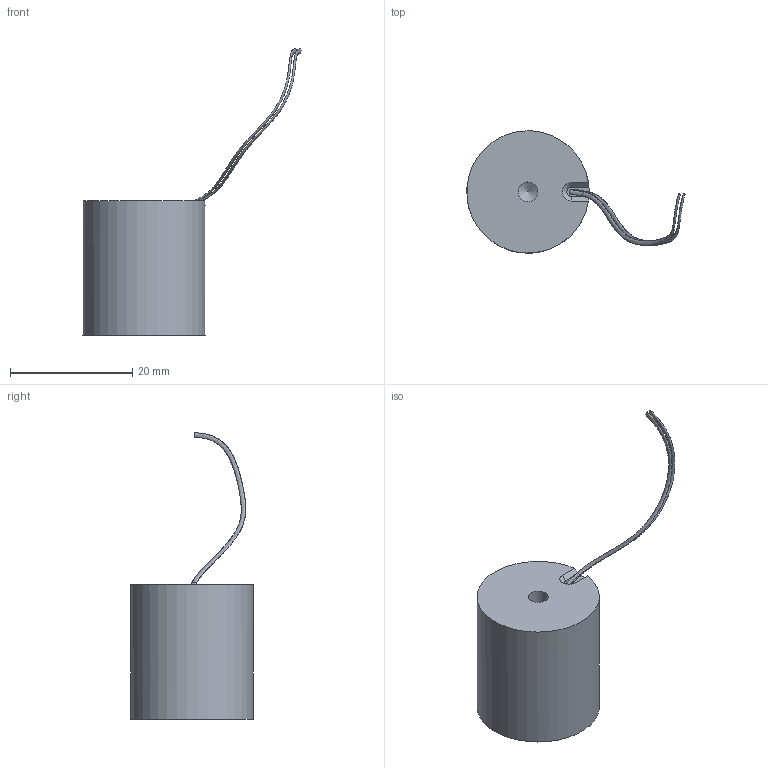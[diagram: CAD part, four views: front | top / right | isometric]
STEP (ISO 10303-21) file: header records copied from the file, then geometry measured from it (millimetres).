
FILE_DESCRIPTION(/* description */ ('HEPM-EP-D020-022-SW','CAx-IF Rec.Pracs.---Representation and Presentation of Product Manufacturing Information (PMI)---3.8---2014-02-18'),/* implementation_level */ '2;1');
FILE_NAME(/* name */ 'GM17852.stp',/* time_stamp */ '2018-11-19T11:14:38+01:00',/* author */ ('gs'),/* organization */ (''),/* preprocessor_version */ 'ST-DEVELOPER v16.5',/* originating_system */ 'Autodesk Inventor 2017',/* authorisation */ '');
FILE_SCHEMA (('AP242_MANAGED_MODEL_BASED_3D_ENGINEERING_MIM_LF { 1 0 10303 442 1 1 4 }'));
Length unit declared in the file: millimetre
Products named in the file (1): GM17852
Bounding box: 35.65 x 19.98 x 46.82 mm (x, y, z)
Volume: 6785.5 mm3; surface area: 5509.8 mm2
Topology: 1 solids, 1 shells, 23 faces, 44 edges, 28 vertices
Faces by surface type: plane 11, cylinder 6, bspline 4, cone 2
Full cylindrical faces by diameter (mm): 3.242 x1, 11.1 x1, 11.2 x1, 17.2 x1, 17.3 x1, 20 x1
Entity records: 1133 total; most frequent: CARTESIAN_POINT 660, DIRECTION 97, ORIENTED_EDGE 72, AXIS2_PLACEMENT_3D 45, EDGE_LOOP 35, EDGE_CURVE 35, VERTEX_POINT 26, FACE_OUTER_BOUND 23
